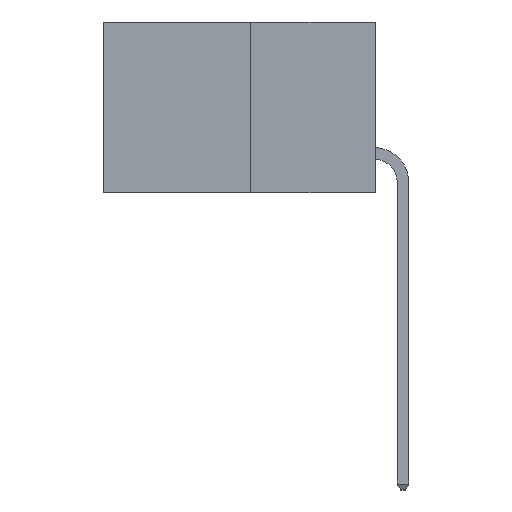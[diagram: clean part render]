
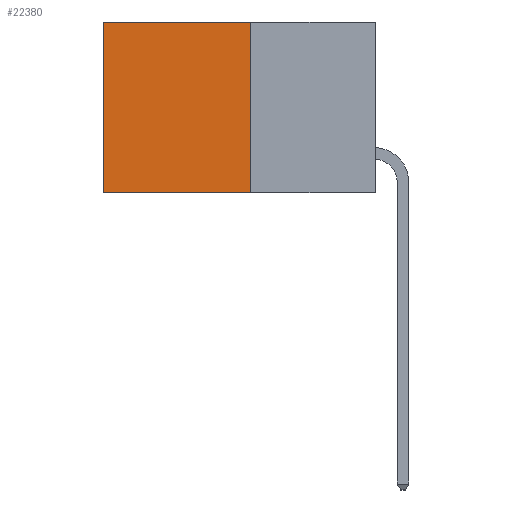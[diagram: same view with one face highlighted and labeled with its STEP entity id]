
A CAD part, left-side view. The second image highlights one B-rep face of the part: STEP entity #22380.
In plain terms, the highlighted planar face has unit normal (-1, 0, 0).
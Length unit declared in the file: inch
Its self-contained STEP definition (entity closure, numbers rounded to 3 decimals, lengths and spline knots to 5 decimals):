
#785 = CARTESIAN_POINT ( 'NONE',  ( 0.277, 0.27, -0.37 ) ) ;
#789 = ORIENTED_EDGE ( 'NONE', *, *, #8501, .F. ) ;
#2011 = DIRECTION ( 'NONE',  ( 1., 0., 0. ) ) ;
#2991 = CARTESIAN_POINT ( 'NONE',  ( 0.277, 0.27, -0.37 ) ) ;
#4370 = ORIENTED_EDGE ( 'NONE', *, *, #5628, .T. ) ;
#5604 = PLANE ( 'NONE',  #21282 ) ;
#5628 = EDGE_CURVE ( 'NONE', #18311, #19399, #19476, .T. ) ;
#6656 = DIRECTION ( 'NONE',  ( 0., 0., -1. ) ) ;
#6952 = LINE ( 'NONE', #12103, #21066 ) ;
#7204 = VECTOR ( 'NONE', #6656, 39.37008 ) ;
#7716 = CARTESIAN_POINT ( 'NONE',  ( 0.277, 0.27, -0.37 ) ) ;
#8501 = EDGE_CURVE ( 'NONE', #21091, #20033, #23426, .T. ) ;
#9518 = ORIENTED_EDGE ( 'NONE', *, *, #21931, .T. ) ;
#9599 = VECTOR ( 'NONE', #11050, 39.37008 ) ;
#11050 = DIRECTION ( 'NONE',  ( 0., 1., 0. ) ) ;
#11782 = CARTESIAN_POINT ( 'NONE',  ( 0.277, 0.27, 0. ) ) ;
#12103 = CARTESIAN_POINT ( 'NONE',  ( 0.277, 0.59, -0.37 ) ) ;
#12888 = CARTESIAN_POINT ( 'NONE',  ( 0.277, 0.59, 0. ) ) ;
#13082 = FACE_OUTER_BOUND ( 'NONE', #20509, .T. ) ;
#13183 = CARTESIAN_POINT ( 'NONE',  ( 0.277, 0.27, -0.37 ) ) ;
#15052 = DIRECTION ( 'NONE',  ( 0., 0., -1. ) ) ;
#15869 = DIRECTION ( 'NONE',  ( 0., 0., -1. ) ) ;
#16288 = ORIENTED_EDGE ( 'NONE', *, *, #22657, .F. ) ;
#17126 = LINE ( 'NONE', #2991, #7204 ) ;
#17598 = DIRECTION ( 'NONE',  ( 0., 1., 0. ) ) ;
#18311 = VERTEX_POINT ( 'NONE', #23748 ) ;
#18765 = VECTOR ( 'NONE', #17598, 39.37008 ) ;
#19399 = VERTEX_POINT ( 'NONE', #12888 ) ;
#19476 = LINE ( 'NONE', #11782, #9599 ) ;
#20033 = VERTEX_POINT ( 'NONE', #21736 ) ;
#20509 = EDGE_LOOP ( 'NONE', ( #9518, #789, #16288, #4370 ) ) ;
#21066 = VECTOR ( 'NONE', #15869, 39.37008 ) ;
#21091 = VERTEX_POINT ( 'NONE', #7716 ) ;
#21282 = AXIS2_PLACEMENT_3D ( 'NONE', #13183, #2011, #15052 ) ;
#21736 = CARTESIAN_POINT ( 'NONE',  ( 0.277, 0.59, -0.37 ) ) ;
#21931 = EDGE_CURVE ( 'NONE', #19399, #20033, #6952, .T. ) ;
#22380 = ADVANCED_FACE ( 'NONE', ( #13082 ), #5604, .F. ) ;
#22657 = EDGE_CURVE ( 'NONE', #18311, #21091, #17126, .T. ) ;
#23426 = LINE ( 'NONE', #785, #18765 ) ;
#23748 = CARTESIAN_POINT ( 'NONE',  ( 0.277, 0.27, 0. ) ) ;
